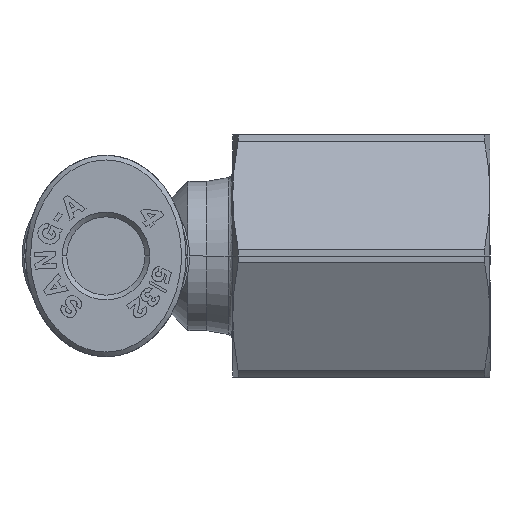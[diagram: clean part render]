
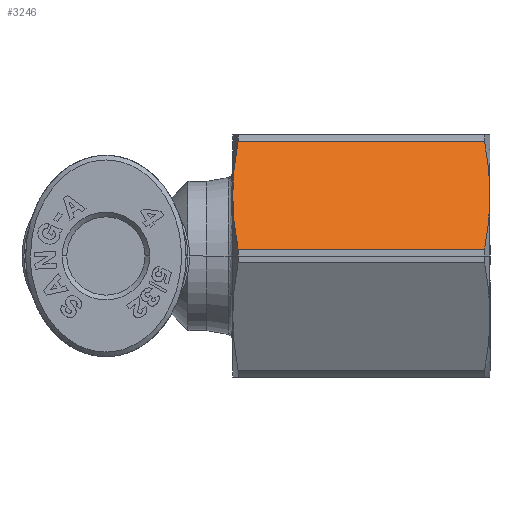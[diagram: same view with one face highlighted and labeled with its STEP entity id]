
A CAD part, left-side view. The second image highlights one B-rep face of the part: STEP entity #3246.
In plain terms, the highlighted face is planar.
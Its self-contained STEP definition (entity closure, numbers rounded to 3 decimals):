
#2547=CARTESIAN_POINT('',(10.729,3.25,-20.6));
#2548=VERTEX_POINT('',#2547);
#2556=CARTESIAN_POINT('',(12.39,0.373,-20.309));
#2557=VERTEX_POINT('',#2556);
#2558=CARTESIAN_POINT('',(12.39,0.373,-20.309));
#2559=CARTESIAN_POINT('',(11.512,1.895,-20.6));
#2560=CARTESIAN_POINT('',(10.729,3.25,-20.6));
#2568=(BOUNDED_CURVE()B_SPLINE_CURVE(2,(#2558,#2559,#2560),.UNSPECIFIED.,.F.,.U.)B_SPLINE_CURVE_WITH_KNOTS((3,3),(8.28,12.665),.UNSPECIFIED.)CURVE()GEOMETRIC_REPRESENTATION_ITEM()RATIONAL_B_SPLINE_CURVE((1.115,1.088,1.0))REPRESENTATION_ITEM(''));
#2569=EDGE_CURVE('',#2557,#2548,#2568,.T.);
#2833=CARTESIAN_POINT('',(12.39,0.373,-7.091));
#2834=VERTEX_POINT('',#2833);
#2842=CARTESIAN_POINT('',(10.729,3.25,-6.8));
#2843=VERTEX_POINT('',#2842);
#2844=CARTESIAN_POINT('',(10.729,3.25,-6.8));
#2845=CARTESIAN_POINT('',(11.512,1.895,-6.8));
#2846=CARTESIAN_POINT('',(12.39,0.373,-7.091));
#2854=(BOUNDED_CURVE()B_SPLINE_CURVE(2,(#2844,#2845,#2846),.UNSPECIFIED.,.F.,.U.)B_SPLINE_CURVE_WITH_KNOTS((3,3),(12.732,17.124),.UNSPECIFIED.)CURVE()GEOMETRIC_REPRESENTATION_ITEM()RATIONAL_B_SPLINE_CURVE((1.0,1.088,1.116))REPRESENTATION_ITEM(''));
#2855=EDGE_CURVE('',#2843,#2834,#2854,.T.);
#2879=CARTESIAN_POINT('',(12.39,0.373,-7.091));
#2880=DIRECTION('',(0.0,0.0,-1.0));
#2881=VECTOR('',#2880,13.218);
#2882=LINE('',#2879,#2881);
#2883=EDGE_CURVE('',#2834,#2557,#2882,.T.);
#3077=CARTESIAN_POINT('',(9.068,6.127,-20.309));
#3078=VERTEX_POINT('',#3077);
#3094=CARTESIAN_POINT('',(9.068,6.127,-7.091));
#3095=VERTEX_POINT('',#3094);
#3103=CARTESIAN_POINT('',(9.068,6.127,-20.309));
#3104=DIRECTION('',(0.0,0.0,1.0));
#3105=VECTOR('',#3104,13.218);
#3106=LINE('',#3103,#3105);
#3107=EDGE_CURVE('',#3078,#3095,#3106,.T.);
#3205=CARTESIAN_POINT('',(9.068,6.127,-7.091));
#3206=CARTESIAN_POINT('',(9.947,4.605,-6.8));
#3207=CARTESIAN_POINT('',(10.729,3.25,-6.8));
#3215=(BOUNDED_CURVE()B_SPLINE_CURVE(2,(#3205,#3206,#3207),.UNSPECIFIED.,.F.,.U.)B_SPLINE_CURVE_WITH_KNOTS((3,3),(8.34,12.732),.UNSPECIFIED.)CURVE()GEOMETRIC_REPRESENTATION_ITEM()RATIONAL_B_SPLINE_CURVE((1.116,1.088,1.0))REPRESENTATION_ITEM(''));
#3216=EDGE_CURVE('',#3095,#2843,#3215,.T.);
#3221=CARTESIAN_POINT('',(8.853,6.5,-20.6));
#3222=DIRECTION('',(0.866,0.5,0.));
#3223=DIRECTION('',(0.0,0.0,-1.0));
#3224=AXIS2_PLACEMENT_3D('',#3221,#3222,#3223);
#3225=PLANE('',#3224);
#3226=ORIENTED_EDGE('',*,*,#2883,.T.);
#3227=ORIENTED_EDGE('',*,*,#2569,.T.);
#3228=CARTESIAN_POINT('',(10.729,3.25,-20.6));
#3229=CARTESIAN_POINT('',(9.947,4.605,-20.6));
#3230=CARTESIAN_POINT('',(9.068,6.127,-20.309));
#3238=(BOUNDED_CURVE()B_SPLINE_CURVE(2,(#3228,#3229,#3230),.UNSPECIFIED.,.F.,.U.)B_SPLINE_CURVE_WITH_KNOTS((3,3),(12.665,17.049),.UNSPECIFIED.)CURVE()GEOMETRIC_REPRESENTATION_ITEM()RATIONAL_B_SPLINE_CURVE((1.0,1.088,1.115))REPRESENTATION_ITEM(''));
#3239=EDGE_CURVE('',#2548,#3078,#3238,.T.);
#3240=ORIENTED_EDGE('',*,*,#3239,.T.);
#3241=ORIENTED_EDGE('',*,*,#3107,.T.);
#3242=ORIENTED_EDGE('',*,*,#3216,.T.);
#3243=ORIENTED_EDGE('',*,*,#2855,.T.);
#3244=EDGE_LOOP('',(#3226,#3227,#3240,#3241,#3242,#3243));
#3245=FACE_OUTER_BOUND('',#3244,.T.);
#3246=ADVANCED_FACE('',(#3245),#3225,.T.);
